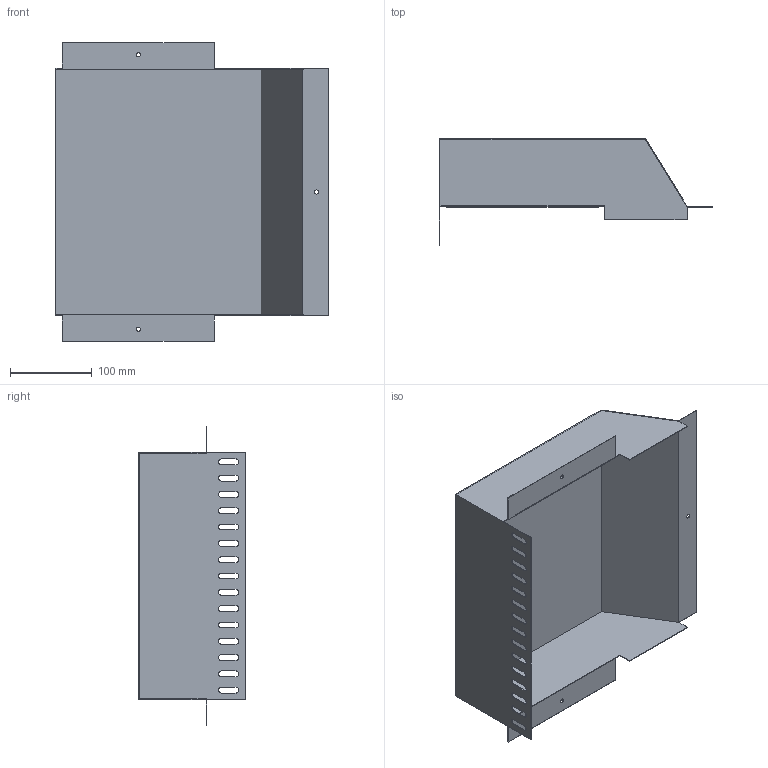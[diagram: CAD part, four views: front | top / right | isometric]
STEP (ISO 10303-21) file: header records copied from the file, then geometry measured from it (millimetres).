
FILE_DESCRIPTION (( 'STEP AP203' ), '1' );
FILE_NAME ('Îòâåòâèòåëü-êðûøêà Ò-îáðàçíûé - ïåðåõîäíèê DDT_36572.STEP', '2012-11-09T08:50:41', ( 'Àñååâ' ), ( '' ), 'SwSTEP 2.0', 'SolidWorks 2012', '' );
FILE_SCHEMA (( 'CONFIG_CONTROL_DESIGN' ));
Length unit declared in the file: millimetre
Products named in the file (1): Îòâåòâèòåëü-êðûøêà Ò-îáðàçíûé - ïåðåõîäíèê DDT_36572
Bounding box: 335.36 x 131 x 366.6 mm (x, y, z)
Volume: 170750.3 mm3; surface area: 429160.3 mm2
Topology: 2 solids, 2 shells, 97 faces, 278 edges, 185 vertices
Faces by surface type: plane 64, cylinder 33
Full cylindrical faces by diameter (mm): 5 x3
Entity records: 3293 total; most frequent: CARTESIAN_POINT 556, ORIENTED_EDGE 548, DIRECTION 536, EDGE_CURVE 274, LINE 208, VECTOR 208, VERTEX_POINT 184, AXIS2_PLACEMENT_3D 164
